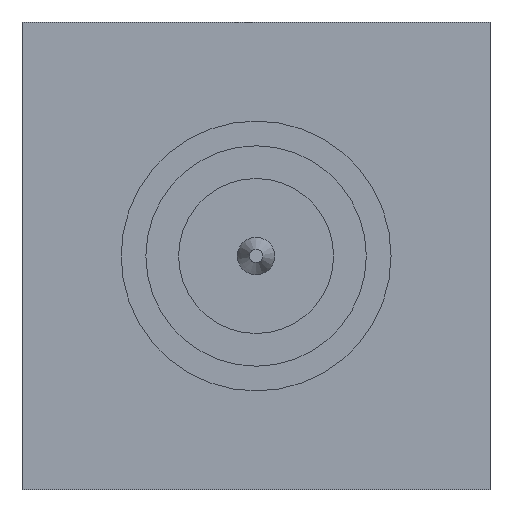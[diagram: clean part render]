
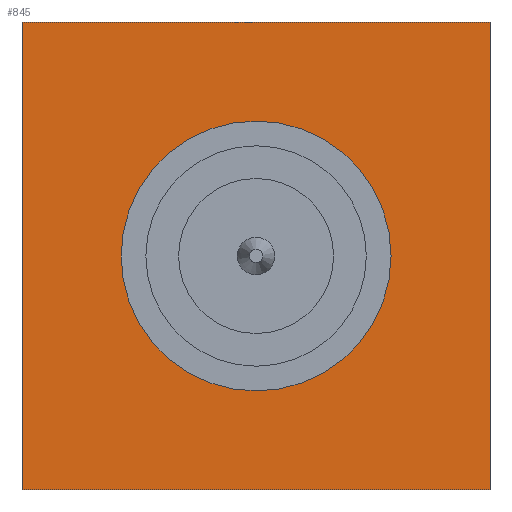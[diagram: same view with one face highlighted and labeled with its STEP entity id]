
A CAD part, left-side view. The second image highlights one B-rep face of the part: STEP entity #845.
In plain terms, the highlighted planar face has unit normal (-1, 0, 0).
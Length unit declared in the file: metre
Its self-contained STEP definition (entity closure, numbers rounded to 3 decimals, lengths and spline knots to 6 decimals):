
#25=CIRCLE('',#926,0.001835);
#128=ORIENTED_EDGE('',*,*,#311,.T.);
#129=ORIENTED_EDGE('',*,*,#315,.F.);
#130=ORIENTED_EDGE('',*,*,#302,.F.);
#131=ORIENTED_EDGE('',*,*,#293,.F.);
#132=ORIENTED_EDGE('',*,*,#323,.F.);
#293=EDGE_CURVE('',#401,#402,#482,.T.);
#302=EDGE_CURVE('',#402,#405,#491,.T.);
#311=EDGE_CURVE('',#401,#412,#500,.T.);
#315=EDGE_CURVE('',#405,#412,#504,.T.);
#323=EDGE_CURVE('',#419,#419,#25,.T.);
#401=VERTEX_POINT('',#1279);
#402=VERTEX_POINT('',#1281);
#405=VERTEX_POINT('',#1290);
#412=VERTEX_POINT('',#1313);
#419=VERTEX_POINT('',#1338);
#482=LINE('',#1280,#578);
#491=LINE('',#1296,#587);
#500=LINE('',#1314,#596);
#504=LINE('',#1320,#600);
#578=VECTOR('',#1024,1.);
#587=VECTOR('',#1035,1.);
#596=VECTOR('',#1052,1.);
#600=VECTOR('',#1058,1.);
#660=EDGE_LOOP('',(#128,#129,#130,#131));
#661=EDGE_LOOP('',(#132));
#732=FACE_BOUND('',#660,.T.);
#733=FACE_BOUND('',#661,.T.);
#802=PLANE('',#925);
#845=ADVANCED_FACE('',(#732,#733),#802,.T.);
#925=AXIS2_PLACEMENT_3D('',#1336,#1072,#1073);
#926=AXIS2_PLACEMENT_3D('',#1337,#1074,#1075);
#1024=DIRECTION('',(0.,0.,1.));
#1035=DIRECTION('',(0.,-1.,0.));
#1052=DIRECTION('',(0.,-1.,0.));
#1058=DIRECTION('',(0.,0.,-1.));
#1072=DIRECTION('',(-1.,0.,0.));
#1073=DIRECTION('',(0.,-1.,0.));
#1074=DIRECTION('',(-1.,0.,0.));
#1075=DIRECTION('',(0.,0.,1.));
#1279=CARTESIAN_POINT('',(0.003175,0.003183,0.00197));
#1280=CARTESIAN_POINT('',(0.003175,0.003183,0.005145));
#1281=CARTESIAN_POINT('',(0.003175,0.003183,0.00832));
#1290=CARTESIAN_POINT('',(0.003175,-0.00318,0.00832));
#1296=CARTESIAN_POINT('',(0.003175,0.,0.00832));
#1313=CARTESIAN_POINT('',(0.003175,-0.00318,0.00197));
#1314=CARTESIAN_POINT('',(0.003175,0.,0.00197));
#1320=CARTESIAN_POINT('',(0.003175,-0.00318,0.005145));
#1336=CARTESIAN_POINT('',(0.003175,0.003183,0.005145));
#1337=CARTESIAN_POINT('',(0.003175,0.,0.005145));
#1338=CARTESIAN_POINT('',(0.003175,0.,0.00698));
